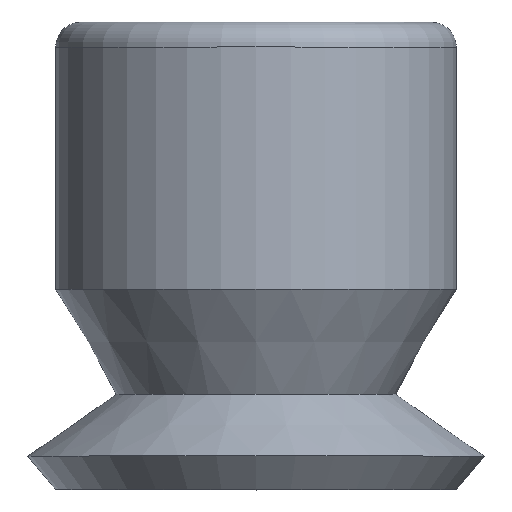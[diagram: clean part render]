
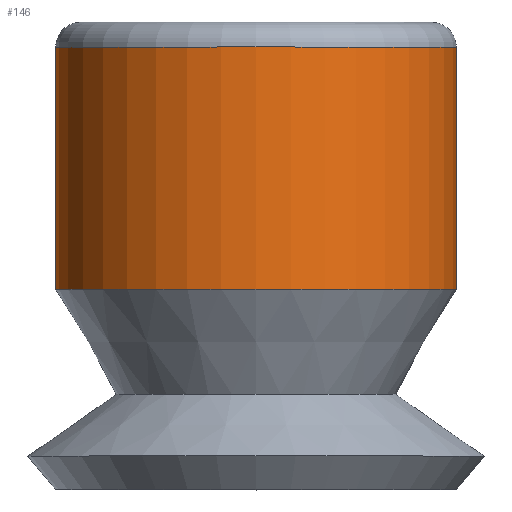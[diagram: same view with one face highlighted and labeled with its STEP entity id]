
A CAD part, top view. The second image highlights one B-rep face of the part: STEP entity #146.
In plain terms, the highlighted cylindrical face has radius 3 mm (diameter 6 mm), a full revolution.
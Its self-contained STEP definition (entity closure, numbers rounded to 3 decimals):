
#41=ORIENTED_EDGE('',*,*,#60,.T.);
#42=ORIENTED_EDGE('',*,*,#59,.F.);
#59=EDGE_CURVE('',#71,#71,#83,.T.);
#60=EDGE_CURVE('',#72,#72,#84,.T.);
#71=VERTEX_POINT('',#259);
#72=VERTEX_POINT('',#262);
#83=CIRCLE('',#177,3.);
#84=CIRCLE('',#179,3.);
#101=EDGE_LOOP('',(#41));
#102=EDGE_LOOP('',(#42));
#125=FACE_BOUND('',#101,.T.);
#126=FACE_BOUND('',#102,.T.);
#138=CYLINDRICAL_SURFACE('',#178,3.);
#146=ADVANCED_FACE('',(#125,#126),#138,.T.);
#177=AXIS2_PLACEMENT_3D('',#258,#215,#216);
#178=AXIS2_PLACEMENT_3D('',#260,#217,#218);
#179=AXIS2_PLACEMENT_3D('',#261,#219,#220);
#215=DIRECTION('',(0.,-1.,0.));
#216=DIRECTION('',(0.,0.,-1.));
#217=DIRECTION('',(0.,-1.,0.));
#218=DIRECTION('',(0.,0.,-1.));
#219=DIRECTION('',(0.,-1.,0.));
#220=DIRECTION('',(0.,0.,-1.));
#258=CARTESIAN_POINT('',(0.,3.,0.));
#259=CARTESIAN_POINT('',(0.,3.,-3.));
#260=CARTESIAN_POINT('',(0.,0.,0.));
#261=CARTESIAN_POINT('',(0.,6.625,0.));
#262=CARTESIAN_POINT('',(0.,6.625,-3.));
